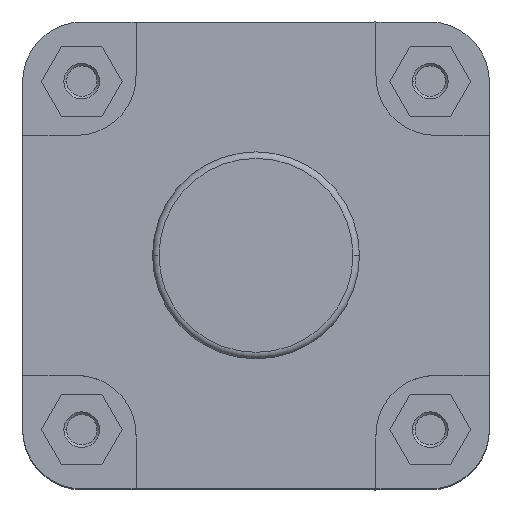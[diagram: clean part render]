
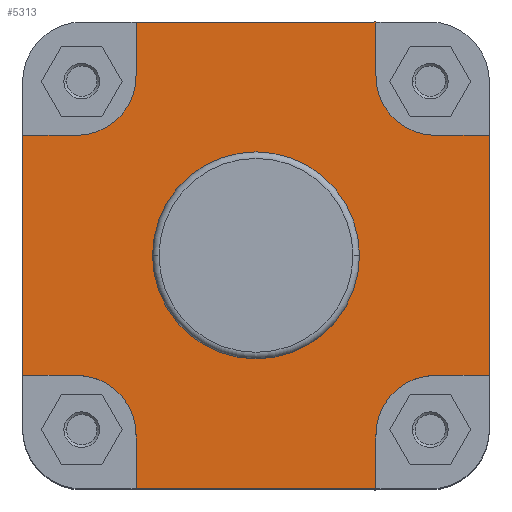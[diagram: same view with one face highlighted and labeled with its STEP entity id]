
A CAD part, top view. The second image highlights one B-rep face of the part: STEP entity #5313.
In plain terms, the highlighted planar face has unit normal (0, 0, 1).
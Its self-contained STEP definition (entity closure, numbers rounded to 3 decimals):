
#294 = DIRECTION ( 'NONE',  ( 0., -1., 0. ) ) ;
#302 = CARTESIAN_POINT ( 'NONE',  ( 69.25, 69.25, -10. ) ) ;
#315 = CARTESIAN_POINT ( 'NONE',  ( 0., 90., -10. ) ) ;
#316 = DIRECTION ( 'NONE',  ( -1., 0., 0. ) ) ;
#317 = DIRECTION ( 'NONE',  ( 1., 0., 0. ) ) ;
#330 = CARTESIAN_POINT ( 'NONE',  ( -46.25, -69.25, -10. ) ) ;
#331 = DIRECTION ( 'NONE',  ( 1., 0., 0. ) ) ;
#370 = DIRECTION ( 'NONE',  ( 0., 1., 0. ) ) ;
#375 = CARTESIAN_POINT ( 'NONE',  ( 46.25, 69.25, -10. ) ) ;
#390 = CARTESIAN_POINT ( 'NONE',  ( 69.25, -46.25, -10. ) ) ;
#396 = DIRECTION ( 'NONE',  ( 0., -1., 0. ) ) ;
#404 = CARTESIAN_POINT ( 'NONE',  ( 90., -198.141, -10. ) ) ;
#408 = DIRECTION ( 'NONE',  ( 1., 0., 0. ) ) ;
#409 = DIRECTION ( 'NONE',  ( 0., 0., 1. ) ) ;
#418 = CARTESIAN_POINT ( 'NONE',  ( 69.25, -69.25, -10. ) ) ;
#429 = CARTESIAN_POINT ( 'NONE',  ( -69.25, -69.25, -10. ) ) ;
#438 = CARTESIAN_POINT ( 'NONE',  ( 0., 0., -10. ) ) ;
#470 = CARTESIAN_POINT ( 'NONE',  ( 90., 46.25, -10. ) ) ;
#474 = DIRECTION ( 'NONE',  ( -1., 0., 0. ) ) ;
#531 = DIRECTION ( 'NONE',  ( 0., -1., 0. ) ) ;
#532 = DIRECTION ( 'NONE',  ( -1., 0., 0. ) ) ;
#533 = CARTESIAN_POINT ( 'NONE',  ( -69.25, 46.25, -10. ) ) ;
#567 = DIRECTION ( 'NONE',  ( 0., 0., 1. ) ) ;
#568 = DIRECTION ( 'NONE',  ( 1., 0., 0. ) ) ;
#569 = DIRECTION ( 'NONE',  ( 1., 0., 0. ) ) ;
#570 = DIRECTION ( 'NONE',  ( 0., -1., 0. ) ) ;
#572 = DIRECTION ( 'NONE',  ( -1., 0., 0. ) ) ;
#578 = DIRECTION ( 'NONE',  ( 0., 1., 0. ) ) ;
#580 = DIRECTION ( 'NONE',  ( -1., 0., 0. ) ) ;
#581 = DIRECTION ( 'NONE',  ( 0., 0., 1. ) ) ;
#587 = DIRECTION ( 'NONE',  ( 0., 0., 1. ) ) ;
#590 = CARTESIAN_POINT ( 'NONE',  ( 46.25, -90., -10. ) ) ;
#596 = DIRECTION ( 'NONE',  ( 0., 0., 1. ) ) ;
#597 = CARTESIAN_POINT ( 'NONE',  ( 0., -90., -10. ) ) ;
#610 = CARTESIAN_POINT ( 'NONE',  ( -46.25, 90., -10. ) ) ;
#611 = DIRECTION ( 'NONE',  ( -1., 0., 0. ) ) ;
#620 = CARTESIAN_POINT ( 'NONE',  ( -69.25, 69.25, -10. ) ) ;
#637 = CARTESIAN_POINT ( 'NONE',  ( -90., -198.141, -10. ) ) ;
#638 = CARTESIAN_POINT ( 'NONE',  ( -90., -46.25, -10. ) ) ;
#707 = EDGE_CURVE ( 'NONE', #6995, #7040, #1239, .T. ) ;
#708 = EDGE_CURVE ( 'NONE', #7104, #6977, #1243, .T. ) ;
#709 = EDGE_CURVE ( 'NONE', #7137, #7051, #1249, .T. ) ;
#710 = EDGE_CURVE ( 'NONE', #7117, #7040, #1248, .T. ) ;
#711 = EDGE_CURVE ( 'NONE', #6977, #6995, #1252, .T. ) ;
#712 = EDGE_CURVE ( 'NONE', #7104, #6980, #1251, .T. ) ;
#713 = EDGE_CURVE ( 'NONE', #7039, #6980, #1253, .T. ) ;
#714 = EDGE_CURVE ( 'NONE', #6993, #7039, #1257, .T. ) ;
#715 = EDGE_CURVE ( 'NONE', #7092, #6993, #1256, .T. ) ;
#716 = EDGE_CURVE ( 'NONE', #7084, #7092, #1255, .T. ) ;
#717 = EDGE_CURVE ( 'NONE', #7067, #7084, #1260, .T. ) ;
#718 = EDGE_CURVE ( 'NONE', #7073, #7067, #1264, .T. ) ;
#719 = EDGE_CURVE ( 'NONE', #7123, #7073, #1263, .T. ) ;
#720 = EDGE_CURVE ( 'NONE', #6973, #7123, #1262, .T. ) ;
#721 = EDGE_CURVE ( 'NONE', #7019, #6973, #1267, .T. ) ;
#722 = EDGE_CURVE ( 'NONE', #6966, #7019, #1272, .T. ) ;
#723 = EDGE_CURVE ( 'NONE', #7117, #6966, #1271, .T. ) ;
#1239 = LINE ( 'NONE', #638, #1240 ) ;
#1240 = VECTOR ( 'NONE', #532, 1000. ) ;
#1242 = VECTOR ( 'NONE', #317, 1000. ) ;
#1243 = LINE ( 'NONE', #330, #1245 ) ;
#1245 = VECTOR ( 'NONE', #578, 1000. ) ;
#1246 = VECTOR ( 'NONE', #531, 1000. ) ;
#1247 = VECTOR ( 'NONE', #474, 1000. ) ;
#1248 = LINE ( 'NONE', #637, #1246 ) ;
#1249 = CIRCLE ( 'NONE', #6483, 39.9 ) ;
#1251 = LINE ( 'NONE', #597, #1242 ) ;
#1252 = CIRCLE ( 'NONE', #6482, 23. ) ;
#1253 = LINE ( 'NONE', #590, #1254 ) ;
#1254 = VECTOR ( 'NONE', #570, 1000. ) ;
#1255 = LINE ( 'NONE', #404, #1258 ) ;
#1256 = LINE ( 'NONE', #390, #1247 ) ;
#1257 = CIRCLE ( 'NONE', #6481, 23. ) ;
#1258 = VECTOR ( 'NONE', #294, 1000. ) ;
#1259 = VECTOR ( 'NONE', #396, 1000. ) ;
#1260 = LINE ( 'NONE', #470, #1261 ) ;
#1261 = VECTOR ( 'NONE', #331, 1000. ) ;
#1262 = LINE ( 'NONE', #315, #1265 ) ;
#1263 = LINE ( 'NONE', #375, #1259 ) ;
#1264 = CIRCLE ( 'NONE', #6486, 23. ) ;
#1265 = VECTOR ( 'NONE', #569, 1000. ) ;
#1266 = VECTOR ( 'NONE', #408, 1000. ) ;
#1267 = LINE ( 'NONE', #610, #1268 ) ;
#1268 = VECTOR ( 'NONE', #370, 1000. ) ;
#1271 = LINE ( 'NONE', #533, #1266 ) ;
#1272 = CIRCLE ( 'NONE', #6487, 23. ) ;
#1687 = FACE_BOUND ( 'NONE', #5560, .T. ) ;
#1690 = FACE_OUTER_BOUND ( 'NONE', #5541, .T. ) ;
#2441 = CARTESIAN_POINT ( 'NONE',  ( 0., 39.9, -10. ) ) ;
#2442 = PLANE ( 'NONE',  #6644 ) ;
#2443 = DIRECTION ( 'NONE',  ( 0., 0., -1. ) ) ;
#2444 = DIRECTION ( 'NONE',  ( -1., 0., 0. ) ) ;
#3833 = CIRCLE ( 'NONE', #6924, 39.9 ) ;
#4410 = CARTESIAN_POINT ( 'NONE',  ( 0., 0., -10. ) ) ;
#4423 = DIRECTION ( 'NONE',  ( 0., 0., 1. ) ) ;
#4424 = DIRECTION ( 'NONE',  ( 1., 0., 0. ) ) ;
#4435 = CARTESIAN_POINT ( 'NONE',  ( -46.25, 90., -10. ) ) ;
#4439 = CARTESIAN_POINT ( 'NONE',  ( -69.25, 46.25, -10. ) ) ;
#4452 = CARTESIAN_POINT ( 'NONE',  ( -46.25, -69.25, -10. ) ) ;
#4455 = CARTESIAN_POINT ( 'NONE',  ( 46.25, -90., -10. ) ) ;
#4468 = CARTESIAN_POINT ( 'NONE',  ( 69.25, -46.25, -10. ) ) ;
#4470 = CARTESIAN_POINT ( 'NONE',  ( -69.25, -46.25, -10. ) ) ;
#4494 = CARTESIAN_POINT ( 'NONE',  ( -46.25, 69.25, -10. ) ) ;
#4514 = CARTESIAN_POINT ( 'NONE',  ( 46.25, -69.25, -10. ) ) ;
#4515 = CARTESIAN_POINT ( 'NONE',  ( -90., -46.25, -10. ) ) ;
#4526 = CARTESIAN_POINT ( 'NONE',  ( 39.9, 0., -10. ) ) ;
#4542 = CARTESIAN_POINT ( 'NONE',  ( 69.25, 46.25, -10. ) ) ;
#4548 = CARTESIAN_POINT ( 'NONE',  ( 46.25, 69.25, -10. ) ) ;
#4559 = CARTESIAN_POINT ( 'NONE',  ( 90., 46.25, -10. ) ) ;
#4567 = CARTESIAN_POINT ( 'NONE',  ( 90., -46.25, -10. ) ) ;
#4579 = CARTESIAN_POINT ( 'NONE',  ( -46.25, -90., -10. ) ) ;
#4591 = CARTESIAN_POINT ( 'NONE',  ( -90., 46.25, -10. ) ) ;
#4597 = CARTESIAN_POINT ( 'NONE',  ( 46.25, 90., -10. ) ) ;
#4611 = CARTESIAN_POINT ( 'NONE',  ( -39.9, 0., -10. ) ) ;
#4885 = ORIENTED_EDGE ( 'NONE', *, *, #708, .F. ) ;
#4891 = ORIENTED_EDGE ( 'NONE', *, *, #710, .T. ) ;
#4896 = ORIENTED_EDGE ( 'NONE', *, *, #716, .F. ) ;
#4899 = ORIENTED_EDGE ( 'NONE', *, *, #721, .F. ) ;
#4901 = ORIENTED_EDGE ( 'NONE', *, *, #720, .F. ) ;
#4902 = ORIENTED_EDGE ( 'NONE', *, *, #718, .F. ) ;
#4907 = ORIENTED_EDGE ( 'NONE', *, *, #711, .F. ) ;
#4910 = ORIENTED_EDGE ( 'NONE', *, *, #709, .F. ) ;
#4915 = ORIENTED_EDGE ( 'NONE', *, *, #6452, .F. ) ;
#4925 = ORIENTED_EDGE ( 'NONE', *, *, #707, .F. ) ;
#4926 = ORIENTED_EDGE ( 'NONE', *, *, #719, .F. ) ;
#4928 = ORIENTED_EDGE ( 'NONE', *, *, #717, .F. ) ;
#4944 = ORIENTED_EDGE ( 'NONE', *, *, #714, .F. ) ;
#4953 = ORIENTED_EDGE ( 'NONE', *, *, #713, .F. ) ;
#4954 = ORIENTED_EDGE ( 'NONE', *, *, #715, .F. ) ;
#4959 = ORIENTED_EDGE ( 'NONE', *, *, #723, .F. ) ;
#4961 = ORIENTED_EDGE ( 'NONE', *, *, #722, .F. ) ;
#4975 = ORIENTED_EDGE ( 'NONE', *, *, #712, .T. ) ;
#5313 = ADVANCED_FACE ( 'NONE', ( #1687, #1690 ), #2442, .F. ) ;
#5541 = EDGE_LOOP ( 'NONE', ( #4891, #4925, #4907, #4885, #4975, #4953, #4944, #4954, #4896, #4928, #4902, #4926, #4901, #4899, #4961, #4959 ) ) ;
#5560 = EDGE_LOOP ( 'NONE', ( #4915, #4910 ) ) ;
#6452 = EDGE_CURVE ( 'NONE', #7051, #7137, #3833, .T. ) ;
#6481 = AXIS2_PLACEMENT_3D ( 'NONE', #418, #587, #572 ) ;
#6482 = AXIS2_PLACEMENT_3D ( 'NONE', #429, #596, #580 ) ;
#6483 = AXIS2_PLACEMENT_3D ( 'NONE', #438, #567, #568 ) ;
#6486 = AXIS2_PLACEMENT_3D ( 'NONE', #302, #581, #316 ) ;
#6487 = AXIS2_PLACEMENT_3D ( 'NONE', #620, #409, #611 ) ;
#6644 = AXIS2_PLACEMENT_3D ( 'NONE', #2441, #2443, #2444 ) ;
#6924 = AXIS2_PLACEMENT_3D ( 'NONE', #4410, #4423, #4424 ) ;
#6966 = VERTEX_POINT ( 'NONE', #4439 ) ;
#6973 = VERTEX_POINT ( 'NONE', #4435 ) ;
#6977 = VERTEX_POINT ( 'NONE', #4452 ) ;
#6980 = VERTEX_POINT ( 'NONE', #4455 ) ;
#6993 = VERTEX_POINT ( 'NONE', #4468 ) ;
#6995 = VERTEX_POINT ( 'NONE', #4470 ) ;
#7019 = VERTEX_POINT ( 'NONE', #4494 ) ;
#7039 = VERTEX_POINT ( 'NONE', #4514 ) ;
#7040 = VERTEX_POINT ( 'NONE', #4515 ) ;
#7051 = VERTEX_POINT ( 'NONE', #4526 ) ;
#7067 = VERTEX_POINT ( 'NONE', #4542 ) ;
#7073 = VERTEX_POINT ( 'NONE', #4548 ) ;
#7084 = VERTEX_POINT ( 'NONE', #4559 ) ;
#7092 = VERTEX_POINT ( 'NONE', #4567 ) ;
#7104 = VERTEX_POINT ( 'NONE', #4579 ) ;
#7117 = VERTEX_POINT ( 'NONE', #4591 ) ;
#7123 = VERTEX_POINT ( 'NONE', #4597 ) ;
#7137 = VERTEX_POINT ( 'NONE', #4611 ) ;
